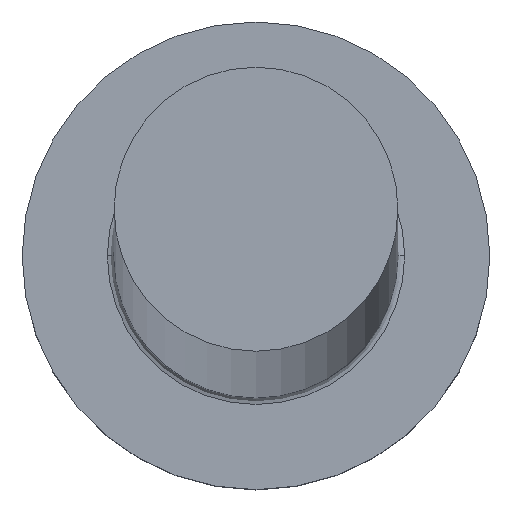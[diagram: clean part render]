
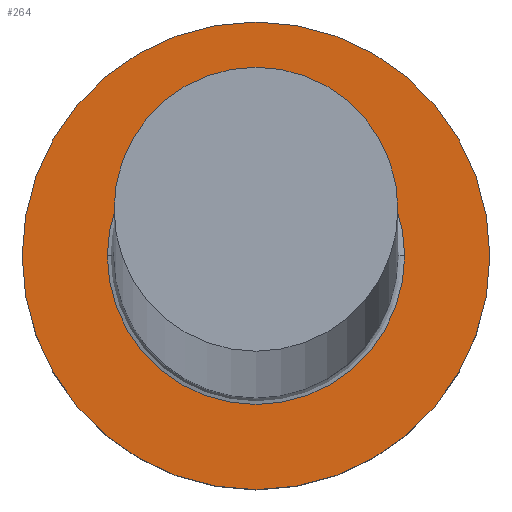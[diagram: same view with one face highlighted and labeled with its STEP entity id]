
A CAD part, top view. The second image highlights one B-rep face of the part: STEP entity #264.
In plain terms, the highlighted planar face has unit normal (0, 0, 1).
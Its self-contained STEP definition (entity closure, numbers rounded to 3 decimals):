
#4 = DIRECTION ( 'NONE',  ( 0., 0., -1. ) ) ;
#50 = DIRECTION ( 'NONE',  ( 1., 0., 0. ) ) ;
#53 = CIRCLE ( 'NONE', #216, 7. ) ;
#60 = FACE_OUTER_BOUND ( 'NONE', #62, .T. ) ;
#62 = EDGE_LOOP ( 'NONE', ( #156, #275 ) ) ;
#66 = PLANE ( 'NONE',  #286 ) ;
#75 = CIRCLE ( 'NONE', #78, 4.45 ) ;
#78 = AXIS2_PLACEMENT_3D ( 'NONE', #123, #4, #101 ) ;
#84 = VERTEX_POINT ( 'NONE', #189 ) ;
#86 = DIRECTION ( 'NONE',  ( 0., 0., 1. ) ) ;
#99 = EDGE_CURVE ( 'NONE', #84, #276, #53, .T. ) ;
#101 = DIRECTION ( 'NONE',  ( 1., 0., 0. ) ) ;
#104 = AXIS2_PLACEMENT_3D ( 'NONE', #132, #86, #185 ) ;
#110 = CARTESIAN_POINT ( 'NONE',  ( 0., 0., 5. ) ) ;
#111 = DIRECTION ( 'NONE',  ( 1., 0., 0. ) ) ;
#117 = CIRCLE ( 'NONE', #104, 7. ) ;
#123 = CARTESIAN_POINT ( 'NONE',  ( 0., 0., 5. ) ) ;
#132 = CARTESIAN_POINT ( 'NONE',  ( 0., 0., 5. ) ) ;
#137 = EDGE_LOOP ( 'NONE', ( #277, #205 ) ) ;
#138 = EDGE_CURVE ( 'NONE', #255, #164, #75, .T. ) ;
#155 = DIRECTION ( 'NONE',  ( 0., 0., -1. ) ) ;
#156 = ORIENTED_EDGE ( 'NONE', *, *, #99, .T. ) ;
#158 = CARTESIAN_POINT ( 'NONE',  ( -4.45, 0., 5. ) ) ;
#160 = DIRECTION ( 'NONE',  ( 1., 0., 0. ) ) ;
#164 = VERTEX_POINT ( 'NONE', #158 ) ;
#167 = AXIS2_PLACEMENT_3D ( 'NONE', #225, #155, #111 ) ;
#179 = FACE_BOUND ( 'NONE', #137, .T. ) ;
#185 = DIRECTION ( 'NONE',  ( 1., 0., 0. ) ) ;
#187 = EDGE_CURVE ( 'NONE', #164, #255, #268, .T. ) ;
#189 = CARTESIAN_POINT ( 'NONE',  ( -7., 0., 5. ) ) ;
#201 = CARTESIAN_POINT ( 'NONE',  ( 7., 0., 5. ) ) ;
#205 = ORIENTED_EDGE ( 'NONE', *, *, #187, .T. ) ;
#216 = AXIS2_PLACEMENT_3D ( 'NONE', #287, #266, #50 ) ;
#225 = CARTESIAN_POINT ( 'NONE',  ( 0., 0., 5. ) ) ;
#228 = CARTESIAN_POINT ( 'NONE',  ( 4.45, 0., 5. ) ) ;
#246 = DIRECTION ( 'NONE',  ( 0., 0., 1. ) ) ;
#247 = EDGE_CURVE ( 'NONE', #276, #84, #117, .T. ) ;
#255 = VERTEX_POINT ( 'NONE', #228 ) ;
#264 = ADVANCED_FACE ( 'NONE', ( #179, #60 ), #66, .T. ) ;
#266 = DIRECTION ( 'NONE',  ( 0., 0., 1. ) ) ;
#268 = CIRCLE ( 'NONE', #167, 4.45 ) ;
#275 = ORIENTED_EDGE ( 'NONE', *, *, #247, .T. ) ;
#276 = VERTEX_POINT ( 'NONE', #201 ) ;
#277 = ORIENTED_EDGE ( 'NONE', *, *, #138, .T. ) ;
#286 = AXIS2_PLACEMENT_3D ( 'NONE', #110, #246, #160 ) ;
#287 = CARTESIAN_POINT ( 'NONE',  ( 0., 0., 5. ) ) ;
